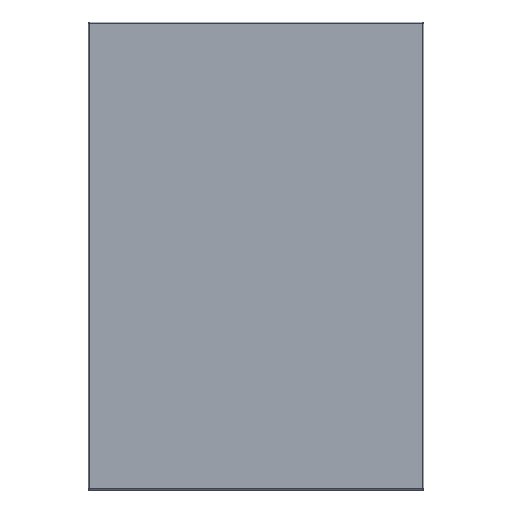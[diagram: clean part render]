
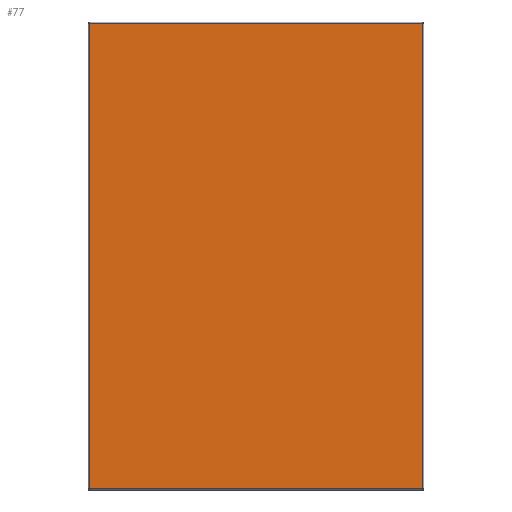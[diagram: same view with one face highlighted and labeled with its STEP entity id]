
A CAD part, top view. The second image highlights one B-rep face of the part: STEP entity #77.
In plain terms, the highlighted planar face has unit normal (0, 0, 1).
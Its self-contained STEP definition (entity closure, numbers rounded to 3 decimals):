
#77=ADVANCED_FACE('',(#134),#135,.F.);
#134=FACE_OUTER_BOUND('',#246,.T.);
#135=PLANE('',#247);
#246=EDGE_LOOP('',(#370,#371,#372,#373));
#247=AXIS2_PLACEMENT_3D('',#374,#375,#376);
#370=ORIENTED_EDGE('',*,*,#789,.T.);
#371=ORIENTED_EDGE('',*,*,#790,.T.);
#372=ORIENTED_EDGE('',*,*,#791,.T.);
#373=ORIENTED_EDGE('',*,*,#792,.T.);
#374=CARTESIAN_POINT('',(227.5,-633.0,100.0));
#375=DIRECTION('',(0.0,0.0,-1.0));
#376=DIRECTION('',(0.0,-1.0,0.0));
#789=EDGE_CURVE('',#929,#930,#931,.F.);
#790=EDGE_CURVE('',#930,#932,#933,.F.);
#791=EDGE_CURVE('',#932,#934,#935,.F.);
#792=EDGE_CURVE('',#934,#929,#936,.F.);
#929=VERTEX_POINT('',#1150);
#930=VERTEX_POINT('',#1151);
#931=LINE('',#1152,#1153);
#932=VERTEX_POINT('',#1154);
#933=LINE('',#1155,#1156);
#934=VERTEX_POINT('',#1157);
#935=LINE('',#1158,#1159);
#936=LINE('',#1160,#1161);
#1150=CARTESIAN_POINT('',(226.0,-631.5,100.0));
#1151=CARTESIAN_POINT('',(226.0,-0.5,100.0));
#1152=CARTESIAN_POINT('',(226.0,1.0,100.0));
#1153=VECTOR('',#1445,1.0);
#1154=CARTESIAN_POINT('',(-226.0,-0.5,100.0));
#1155=CARTESIAN_POINT('',(-226.0,-0.5,100.0));
#1156=VECTOR('',#1446,1.0);
#1157=CARTESIAN_POINT('',(-226.0,-631.5,100.0));
#1158=CARTESIAN_POINT('',(-226.0,-633.0,100.0));
#1159=VECTOR('',#1447,1.0);
#1160=CARTESIAN_POINT('',(226.0,-631.5,100.0));
#1161=VECTOR('',#1448,1.0);
#1445=DIRECTION('',(0.0,-1.0,0.0));
#1446=DIRECTION('',(1.0,0.0,0.0));
#1447=DIRECTION('',(0.,1.0,0.0));
#1448=DIRECTION('',(-1.0,0.0,0.0));
